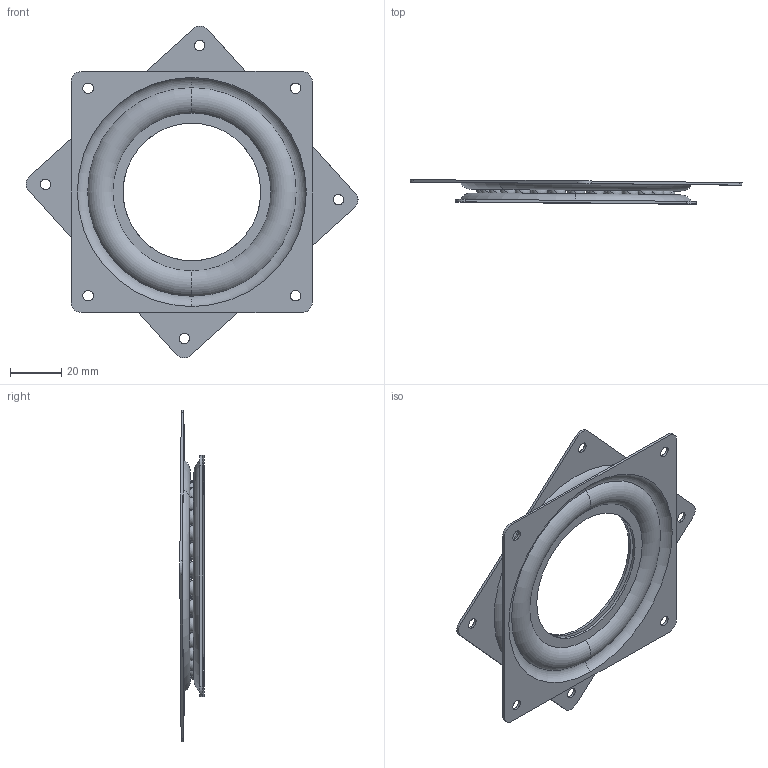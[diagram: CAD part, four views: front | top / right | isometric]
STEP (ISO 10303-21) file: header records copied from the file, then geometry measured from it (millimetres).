
FILE_DESCRIPTION (( 'STEP AP203' ), '1' );
FILE_NAME ('LazySusan.STEP', '2022-11-12T19:19:09', ( 'PrismSync' ), ( '' ), 'SwSTEP 2.0', 'SolidWorks 2021', '' );
FILE_SCHEMA (( 'CONFIG_CONTROL_DESIGN' ));
Length unit declared in the file: millimetre
Products named in the file (3): 6mmBearing; HalfLazySusan; LazySusan
Assembly tree (32 placements, depth 2):
  LazySusan
    6mmBearing  x30
    HalfLazySusan  x2
Bounding box: 130.16 x 9.58 x 130.16 mm (x, y, z)
Volume: 17874.3 mm3; surface area: 33545.6 mm2
Topology: 32 solids, 32 shells, 120 faces, 358 edges, 246 vertices
Faces by surface type: sphere 60, cylinder 28, torus 16, plane 16
Entity records: 2239 total; most frequent: DIRECTION 260, CARTESIAN_POINT 193, ORIENTED_EDGE 152, AXIS2_PLACEMENT_3D 117, LOCAL_TIME 79, COORDINATED_UNIVERSAL_TIME_OFFSET 79, CALENDAR_DATE 79, DATE_AND_TIME 79
